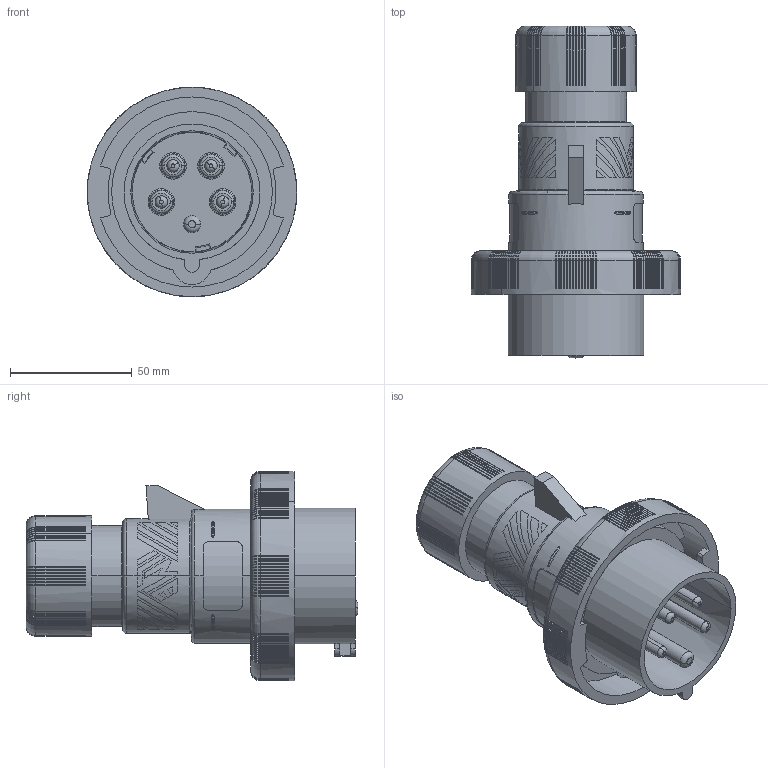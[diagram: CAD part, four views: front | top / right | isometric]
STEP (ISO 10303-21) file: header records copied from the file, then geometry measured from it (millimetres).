
FILE_DESCRIPTION(('Creo Elements/Direct Modeling STEP Export'),'2;1');
FILE_NAME('PESW_1665_SV.stp','2012-09-19T 8:59:02',(''),(''),'Creo Elements/Direct Modeling STEP processor for AP214 (Solid Model)','Creo Elements/Direct Modeling 18.0B 02-Dec-2011 (C) Parametric Technology GmbH','');
FILE_SCHEMA(('AUTOMOTIVE_DESIGN { 1 0 10303 214 1 1 1 1 }'));
Products named in the file (2): PESW_1665_SV
Assembly tree (1 placements, depth 2):
  PESW_1665_SV
    PESW_1665_SV
Bounding box: 86 x 136.2 x 86 mm (x, y, z)
Volume: 213787.3 mm3; surface area: 71827.7 mm2
Topology: 1 solids, 1 shells, 1506 faces, 4121 edges, 2316 vertices
Faces by surface type: plane 618, torus 462, cylinder 281, sphere 112, cone 33
Entity records: 90155 total; most frequent: CARTESIAN_POINT 44242, ORIENTED_EDGE 7538, DIRECTION 6751, EDGE_CURVE 3769, AXIS2_PLACEMENT_3D 2731, VERTEX_POINT 2316, EDGE_LOOP 1561, FACE_OUTER_BOUND 1506
